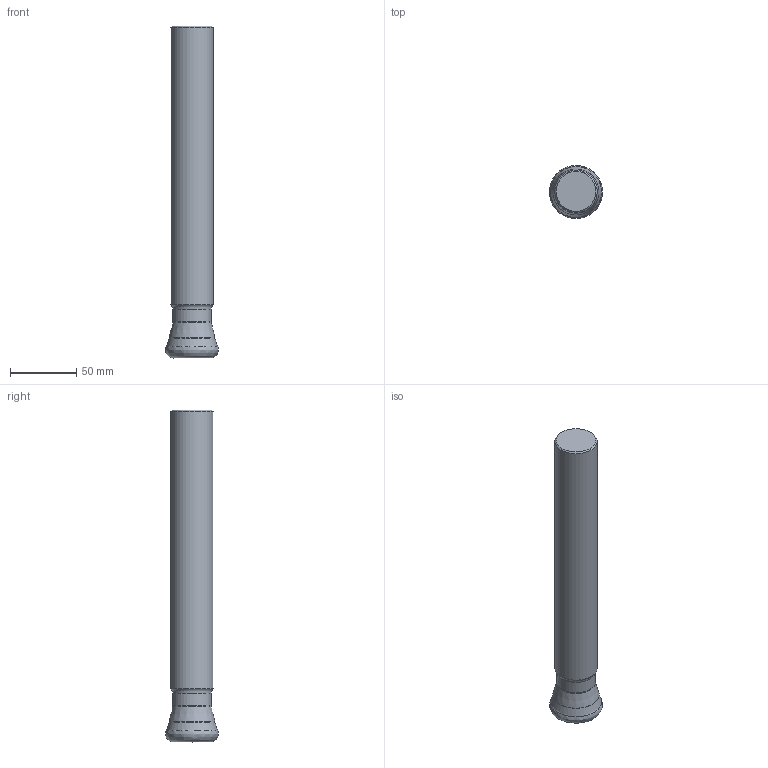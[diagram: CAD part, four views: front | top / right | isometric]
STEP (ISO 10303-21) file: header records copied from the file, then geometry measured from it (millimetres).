
FILE_DESCRIPTION(/* description */ (''),/* implementation_level */ '2;1');
FILE_NAME(/* name */ '1668155762668.stp',/* time_stamp */ '2022-11-11T14:06:18+06:00',/* author */ (''),/* organization */ ('SMS'),/* preprocessor_version */ 'ST-DEVELOPER v16.7',/* originating_system */ 'SIEMENS PLM Software NX 12.0',/* authorisation */ '');
FILE_SCHEMA (('AUTOMOTIVE_DESIGN { 1 0 10303 214 3 1 1 1 }'));
Length unit declared in the file: millimetre
Products named in the file (4): 204373886mod000_00; ASSEMBLY_CONSTRUCTION; 204377593mod000_00; 204377594mod000_00
Assembly tree (3 placements, depth 2):
  204377594mod000_00
    204377593mod000_00
    ASSEMBLY_CONSTRUCTION
    204373886mod000_00
Bounding box: 39.95 x 39.94 x 250 mm (x, y, z)
Volume: 210164.8 mm3; surface area: 30141.5 mm2
Topology: 2 solids, 2 shells, 16 faces, 30 edges, 28 vertices
Faces by surface type: torus 6, cone 4, plane 3, cylinder 2, bspline 1
Full cylindrical faces by diameter (mm): 29 x1, 32 x1
Entity records: 2410 total; most frequent: CARTESIAN_POINT 1928, DIRECTION 86, AXIS2_PLACEMENT_3D 43, EDGE_LOOP 28, ORIENTED_EDGE 28, FACE_BOUND 27, STYLED_ITEM 24, PRESENTATION_STYLE_ASSIGNMENT 24
